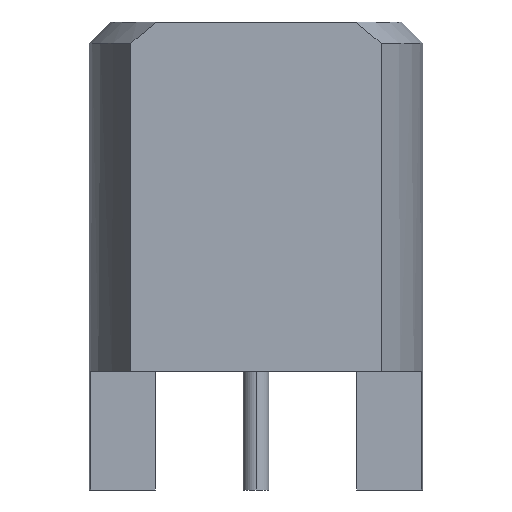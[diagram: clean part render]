
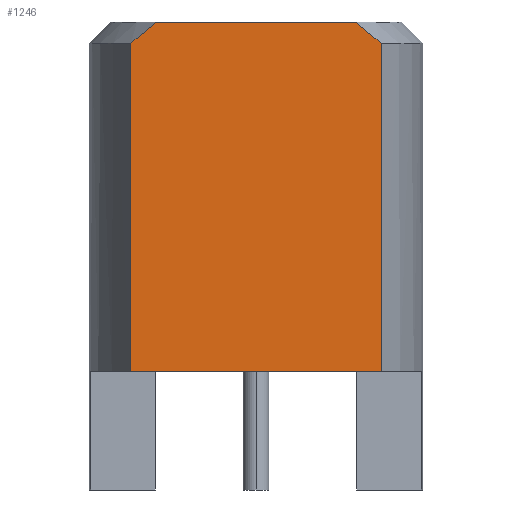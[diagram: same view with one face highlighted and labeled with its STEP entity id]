
A CAD part, left-side view. The second image highlights one B-rep face of the part: STEP entity #1246.
In plain terms, the highlighted planar face has unit normal (-1, 0, 0).
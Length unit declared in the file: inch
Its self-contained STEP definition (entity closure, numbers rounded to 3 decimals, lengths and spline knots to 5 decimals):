
#15 = CARTESIAN_POINT ( 'NONE',  ( -0.05906, -0.05906, -0.01 ) ) ;
#35 = VERTEX_POINT ( 'NONE', #1393 ) ;
#40 = VERTEX_POINT ( 'NONE', #1000 ) ;
#42 = EDGE_CURVE ( 'NONE', #107, #631, #513, .T. ) ;
#107 = VERTEX_POINT ( 'NONE', #15 ) ;
#141 = DIRECTION ( 'NONE',  ( 0., 0., 1. ) ) ;
#153 = ORIENTED_EDGE ( 'NONE', *, *, #594, .T. ) ;
#172 = CARTESIAN_POINT ( 'NONE',  ( -0.05906, -0.04708, 0. ) ) ;
#179 = ORIENTED_EDGE ( 'NONE', *, *, #1027, .F. ) ;
#183 = VECTOR ( 'NONE', #1369, 39.37008 ) ;
#215 = CARTESIAN_POINT ( 'NONE',  ( -0.05906, 0.05906, -0.165 ) ) ;
#223 = EDGE_CURVE ( 'NONE', #1379, #40, #383, .T. ) ;
#237 = CARTESIAN_POINT ( 'NONE',  ( -0.05906, 0.05509, -0.00663 ) ) ;
#260 = DIRECTION ( 'NONE',  ( 0., 0., 1. ) ) ;
#261 = LINE ( 'NONE', #676, #1387 ) ;
#264 = ORIENTED_EDGE ( 'NONE', *, *, #42, .T. ) ;
#280 = VECTOR ( 'NONE', #620, 39.37008 ) ;
#383 = LINE ( 'NONE', #940, #183 ) ;
#428 = LINE ( 'NONE', #942, #280 ) ;
#502 = EDGE_CURVE ( 'NONE', #1379, #35, #508, .T. ) ;
#508 = LINE ( 'NONE', #1335, #1337 ) ;
#513 = B_SPLINE_CURVE_WITH_KNOTS ( 'NONE', 3,
 ( #560, #1105, #583, #1322 ),
 .UNSPECIFIED., .F., .F.,
 ( 4, 4 ),
 ( 0., 0.0004 ),
 .UNSPECIFIED. ) ;
#530 = ORIENTED_EDGE ( 'NONE', *, *, #502, .F. ) ;
#560 = CARTESIAN_POINT ( 'NONE',  ( -0.05906, -0.05906, -0.01 ) ) ;
#582 = CARTESIAN_POINT ( 'NONE',  ( -0.05906, 0.05906, -0.01 ) ) ;
#583 = CARTESIAN_POINT ( 'NONE',  ( -0.05906, -0.0511, -0.0033 ) ) ;
#589 = DIRECTION ( 'NONE',  ( 0., -1., 0. ) ) ;
#594 = EDGE_CURVE ( 'NONE', #40, #107, #428, .T. ) ;
#620 = DIRECTION ( 'NONE',  ( 0., 0., 1. ) ) ;
#631 = VERTEX_POINT ( 'NONE', #172 ) ;
#662 = CARTESIAN_POINT ( 'NONE',  ( -0.05906, 0.04708, 0. ) ) ;
#676 = CARTESIAN_POINT ( 'NONE',  ( -0.05906, -0.05906, 0. ) ) ;
#725 = B_SPLINE_CURVE_WITH_KNOTS ( 'NONE', 3,
 ( #662, #899, #237, #582 ),
 .UNSPECIFIED., .F., .F.,
 ( 4, 4 ),
 ( 0., 0.0004 ),
 .UNSPECIFIED. ) ;
#734 = EDGE_LOOP ( 'NONE', ( #264, #179, #1011, #530, #1327, #153 ) ) ;
#741 = CARTESIAN_POINT ( 'NONE',  ( -0.05906, 0.04708, 0. ) ) ;
#759 = AXIS2_PLACEMENT_3D ( 'NONE', #1142, #1346, #260 ) ;
#899 = CARTESIAN_POINT ( 'NONE',  ( -0.05906, 0.0511, -0.0033 ) ) ;
#940 = CARTESIAN_POINT ( 'NONE',  ( -0.05906, -0.05906, -0.165 ) ) ;
#942 = CARTESIAN_POINT ( 'NONE',  ( -0.05906, -0.05906, -0.165 ) ) ;
#944 = EDGE_CURVE ( 'NONE', #1323, #35, #725, .T. ) ;
#1000 = CARTESIAN_POINT ( 'NONE',  ( -0.05906, -0.05906, -0.165 ) ) ;
#1011 = ORIENTED_EDGE ( 'NONE', *, *, #944, .T. ) ;
#1027 = EDGE_CURVE ( 'NONE', #1323, #631, #261, .T. ) ;
#1051 = PLANE ( 'NONE',  #759 ) ;
#1105 = CARTESIAN_POINT ( 'NONE',  ( -0.05906, -0.05509, -0.00663 ) ) ;
#1142 = CARTESIAN_POINT ( 'NONE',  ( -0.05906, -0.05906, -0.165 ) ) ;
#1246 = ADVANCED_FACE ( 'NONE', ( #1404 ), #1051, .T. ) ;
#1322 = CARTESIAN_POINT ( 'NONE',  ( -0.05906, -0.04708, 0. ) ) ;
#1323 = VERTEX_POINT ( 'NONE', #741 ) ;
#1327 = ORIENTED_EDGE ( 'NONE', *, *, #223, .T. ) ;
#1335 = CARTESIAN_POINT ( 'NONE',  ( -0.05906, 0.05906, -0.165 ) ) ;
#1337 = VECTOR ( 'NONE', #141, 39.37008 ) ;
#1346 = DIRECTION ( 'NONE',  ( -1., 0., 0. ) ) ;
#1369 = DIRECTION ( 'NONE',  ( 0., -1., 0. ) ) ;
#1379 = VERTEX_POINT ( 'NONE', #215 ) ;
#1387 = VECTOR ( 'NONE', #589, 39.37008 ) ;
#1393 = CARTESIAN_POINT ( 'NONE',  ( -0.05906, 0.05906, -0.01 ) ) ;
#1404 = FACE_OUTER_BOUND ( 'NONE', #734, .T. ) ;
